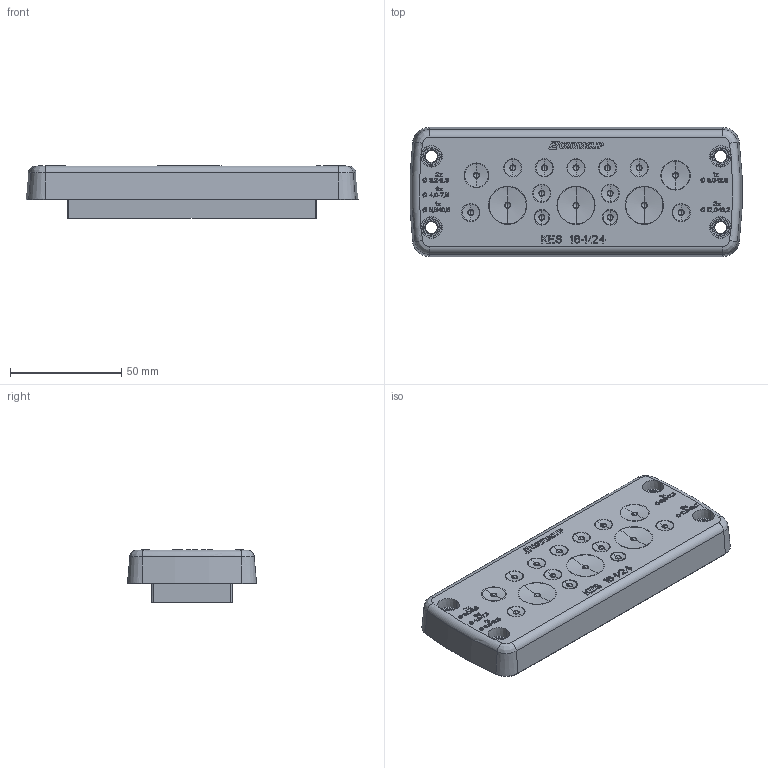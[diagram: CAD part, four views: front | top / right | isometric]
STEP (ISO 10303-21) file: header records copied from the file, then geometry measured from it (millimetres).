
FILE_DESCRIPTION(/* description */ (''),/* implementation_level */ '2;1');
FILE_NAME(/* name */ 'KES_16-1-24.stp',/* time_stamp */ '2018-01-18T15:54:28+01:00',/* author */ (''),/* organization */ (''),/* preprocessor_version */ 'ST-DEVELOPER v16',/* originating_system */ 'SIEMENS PLM Software NX 10.0',/* authorisation */ '');
FILE_SCHEMA (('AUTOMOTIVE_DESIGN { 1 0 10303 214 3 1 1 1 }'));
Length unit declared in the file: millimetre
Products named in the file (1): KES_16-1-24
Bounding box: 149.26 x 58.07 x 23.65 mm (x, y, z)
Volume: 153193.9 mm3; surface area: 26020.9 mm2
Topology: 1 solids, 1 shells, 1951 faces, 5417 edges, 3571 vertices
Faces by surface type: plane 1681, torus 110, sphere 64, cone 62, cylinder 26, bspline 4, extrusion 4
Entity records: 61818 total; most frequent: CARTESIAN_POINT 11587, ORIENTED_EDGE 10770, DIRECTION 9746, EDGE_CURVE 5385, VECTOR 4766, LINE 4762, VERTEX_POINT 3571, AXIS2_PLACEMENT_3D 2490
